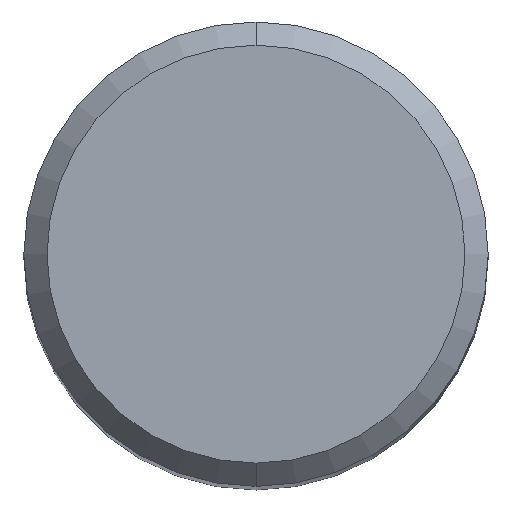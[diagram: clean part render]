
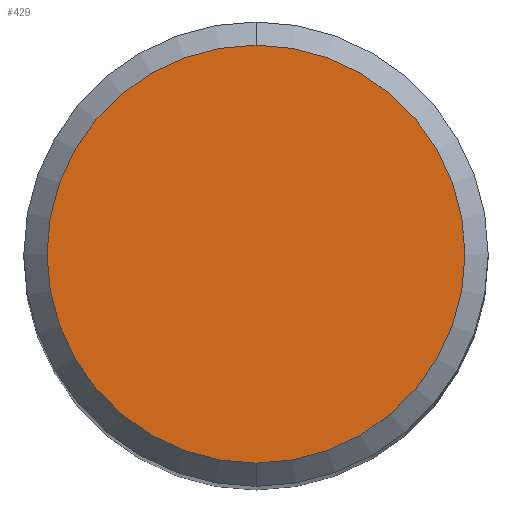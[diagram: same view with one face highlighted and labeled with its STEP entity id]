
A CAD part, top view. The second image highlights one B-rep face of the part: STEP entity #429.
In plain terms, the highlighted planar face has unit normal (0, 0, 1).
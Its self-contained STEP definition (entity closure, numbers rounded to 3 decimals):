
#175=EDGE_CURVE('',#265,#319,#466,.T.);
#201=EDGE_CURVE('',#319,#265,#493,.T.);
#265=VERTEX_POINT('',#564);
#319=VERTEX_POINT('',#622);
#429=ADVANCED_FACE('',(#746),#747,.T.);
#466=CIRCLE('',#779,3.6);
#493=CIRCLE('',#852,3.6);
#564=CARTESIAN_POINT('',(0.,-3.6,0.0));
#622=CARTESIAN_POINT('',(0.0,3.6,0.0));
#746=FACE_OUTER_BOUND('',#1369,.T.);
#747=PLANE('',#1370);
#779=AXIS2_PLACEMENT_3D('',#1393,#1394,#1395);
#852=AXIS2_PLACEMENT_3D('',#1410,#1411,#1412);
#1369=EDGE_LOOP('',(#1708,#1709));
#1370=AXIS2_PLACEMENT_3D('',#1710,#1711,#1712);
#1393=CARTESIAN_POINT('',(0.0,0.0,0.0));
#1394=DIRECTION('',(0.0,0.0,-1.0));
#1395=DIRECTION('',(0.0,1.0,0.0));
#1410=CARTESIAN_POINT('',(0.0,0.0,0.0));
#1411=DIRECTION('',(0.0,0.0,-1.0));
#1412=DIRECTION('',(0.0,1.0,0.0));
#1708=ORIENTED_EDGE('',*,*,#201,.F.);
#1709=ORIENTED_EDGE('',*,*,#175,.F.);
#1710=CARTESIAN_POINT('',(0.0,1.8,0.0));
#1711=DIRECTION('',(-0.0,0.0,1.0));
#1712=DIRECTION('',(0.0,-1.0,0.0));
